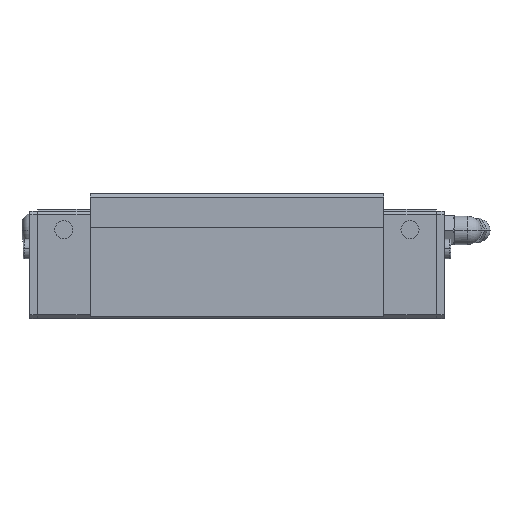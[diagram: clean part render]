
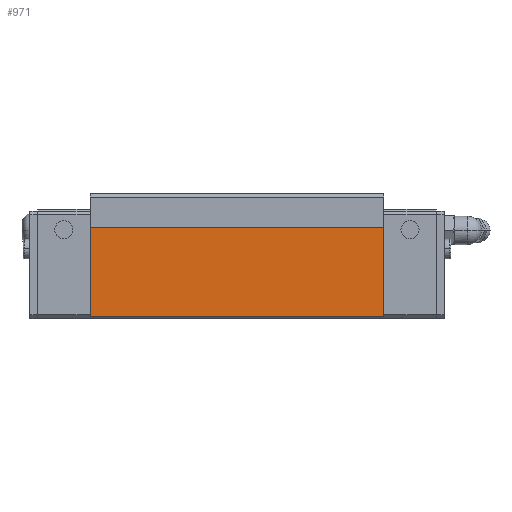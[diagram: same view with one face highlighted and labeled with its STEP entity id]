
A CAD part, left-side view. The second image highlights one B-rep face of the part: STEP entity #971.
In plain terms, the highlighted planar face has unit normal (-1, 0, 0).
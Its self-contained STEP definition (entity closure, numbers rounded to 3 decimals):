
#971=ADVANCED_FACE('',(#2003),#2004,.T.);
#2003=FACE_OUTER_BOUND('',#3075,.T.);
#2004=PLANE('',#3076);
#3075=EDGE_LOOP('',(#5995,#5996,#5997,#5998));
#3076=AXIS2_PLACEMENT_3D('',#5999,#6000,#6001);
#5995=ORIENTED_EDGE('',*,*,#7378,.F.);
#5996=ORIENTED_EDGE('',*,*,#7423,.F.);
#5997=ORIENTED_EDGE('',*,*,#7356,.F.);
#5998=ORIENTED_EDGE('',*,*,#7421,.T.);
#5999=CARTESIAN_POINT('',(-23.525,57.201,10.5));
#6000=DIRECTION('',(-1.0,0.0,0.0));
#6001=DIRECTION('',(0.0,0.0,1.0));
#7356=EDGE_CURVE('',#9072,#9074,#9075,.T.);
#7378=EDGE_CURVE('',#9102,#9104,#9105,.T.);
#7421=EDGE_CURVE('',#9072,#9104,#9162,.T.);
#7423=EDGE_CURVE('',#9074,#9102,#9164,.T.);
#9072=VERTEX_POINT('',#11893);
#9074=VERTEX_POINT('',#11896);
#9075=LINE('',#11897,#11898);
#9102=VERTEX_POINT('',#11938);
#9104=VERTEX_POINT('',#11941);
#9105=LINE('',#11942,#11943);
#9162=LINE('',#12027,#12028);
#9164=LINE('',#12030,#12031);
#11893=CARTESIAN_POINT('',(-23.525,16.701,30.5));
#11896=CARTESIAN_POINT('',(-23.525,16.701,6.025));
#11897=CARTESIAN_POINT('',(-23.525,16.701,16.625));
#11898=VECTOR('',#13305,1.0);
#11938=CARTESIAN_POINT('',(-23.525,97.701,6.025));
#11941=CARTESIAN_POINT('',(-23.525,97.701,30.5));
#11942=CARTESIAN_POINT('',(-23.525,97.701,16.625));
#11943=VECTOR('',#13320,1.0);
#12027=CARTESIAN_POINT('',(-23.525,57.201,30.5));
#12028=VECTOR('',#13360,1.0);
#12030=CARTESIAN_POINT('',(-23.525,77.451,6.025));
#12031=VECTOR('',#13361,1.0);
#13305=DIRECTION('',(-0.0,-0.0,-1.0));
#13320=DIRECTION('',(0.0,0.0,1.0));
#13360=DIRECTION('',(0.0,1.0,0.0));
#13361=DIRECTION('',(0.0,1.0,-0.0));
